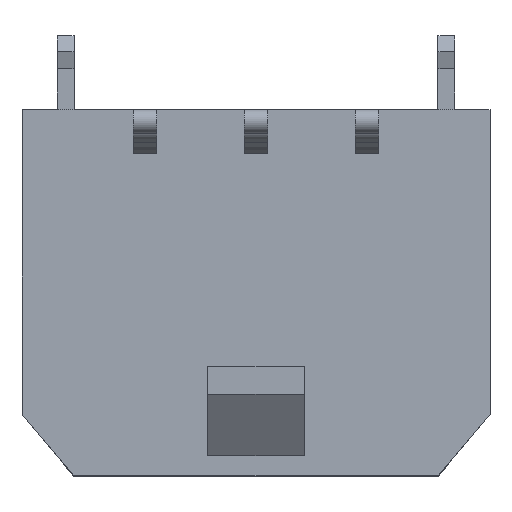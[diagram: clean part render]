
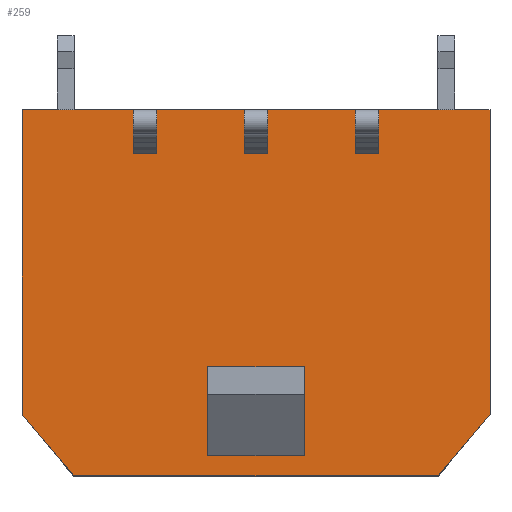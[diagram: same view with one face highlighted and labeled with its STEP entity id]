
A CAD part, top view. The second image highlights one B-rep face of the part: STEP entity #259.
In plain terms, the highlighted planar face has unit normal (0, 0, 1).
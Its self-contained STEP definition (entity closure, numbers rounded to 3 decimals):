
#259=ADVANCED_FACE('',(#557,#558,#559,#560,#561),#418,.T.);
#418=PLANE('',#2921);
#557=FACE_BOUND('',#580,.T.);
#558=FACE_BOUND('',#581,.T.);
#559=FACE_BOUND('',#582,.T.);
#560=FACE_BOUND('',#583,.T.);
#561=FACE_BOUND('',#584,.T.);
#580=EDGE_LOOP('',(#770,#771,#772,#773,#774,#775));
#581=EDGE_LOOP('',(#776,#777,#778,#779));
#582=EDGE_LOOP('',(#780,#781,#782,#783));
#583=EDGE_LOOP('',(#784,#785,#786,#787));
#584=EDGE_LOOP('',(#788,#789,#790,#791));
#770=ORIENTED_EDGE('',*,*,#1832,.F.);
#771=ORIENTED_EDGE('',*,*,#1833,.F.);
#772=ORIENTED_EDGE('',*,*,#1834,.T.);
#773=ORIENTED_EDGE('',*,*,#1835,.T.);
#774=ORIENTED_EDGE('',*,*,#1836,.F.);
#775=ORIENTED_EDGE('',*,*,#1837,.F.);
#776=ORIENTED_EDGE('',*,*,#1838,.T.);
#777=ORIENTED_EDGE('',*,*,#1839,.T.);
#778=ORIENTED_EDGE('',*,*,#1840,.F.);
#779=ORIENTED_EDGE('',*,*,#1841,.F.);
#780=ORIENTED_EDGE('',*,*,#1842,.T.);
#781=ORIENTED_EDGE('',*,*,#1843,.T.);
#782=ORIENTED_EDGE('',*,*,#1844,.T.);
#783=ORIENTED_EDGE('',*,*,#1845,.F.);
#784=ORIENTED_EDGE('',*,*,#1846,.T.);
#785=ORIENTED_EDGE('',*,*,#1847,.T.);
#786=ORIENTED_EDGE('',*,*,#1848,.T.);
#787=ORIENTED_EDGE('',*,*,#1849,.F.);
#788=ORIENTED_EDGE('',*,*,#1850,.T.);
#789=ORIENTED_EDGE('',*,*,#1851,.T.);
#790=ORIENTED_EDGE('',*,*,#1852,.T.);
#791=ORIENTED_EDGE('',*,*,#1853,.F.);
#1572=VERTEX_POINT('',#3939);
#1573=VERTEX_POINT('',#3940);
#1574=VERTEX_POINT('',#3942);
#1575=VERTEX_POINT('',#3944);
#1576=VERTEX_POINT('',#3946);
#1577=VERTEX_POINT('',#3948);
#1578=VERTEX_POINT('',#3951);
#1579=VERTEX_POINT('',#3952);
#1580=VERTEX_POINT('',#3954);
#1581=VERTEX_POINT('',#3956);
#1582=VERTEX_POINT('',#3959);
#1583=VERTEX_POINT('',#3960);
#1584=VERTEX_POINT('',#3962);
#1585=VERTEX_POINT('',#3964);
#1586=VERTEX_POINT('',#3967);
#1587=VERTEX_POINT('',#3968);
#1588=VERTEX_POINT('',#3970);
#1589=VERTEX_POINT('',#3972);
#1590=VERTEX_POINT('',#3975);
#1591=VERTEX_POINT('',#3976);
#1592=VERTEX_POINT('',#3978);
#1593=VERTEX_POINT('',#3980);
#1832=EDGE_CURVE('',#1572,#1573,#2233,.T.);
#1833=EDGE_CURVE('',#1574,#1572,#2234,.T.);
#1834=EDGE_CURVE('',#1574,#1575,#2235,.T.);
#1835=EDGE_CURVE('',#1575,#1576,#2236,.T.);
#1836=EDGE_CURVE('',#1577,#1576,#2237,.T.);
#1837=EDGE_CURVE('',#1573,#1577,#2238,.T.);
#1838=EDGE_CURVE('',#1578,#1579,#2239,.T.);
#1839=EDGE_CURVE('',#1579,#1580,#2240,.T.);
#1840=EDGE_CURVE('',#1581,#1580,#2241,.T.);
#1841=EDGE_CURVE('',#1578,#1581,#2242,.T.);
#1842=EDGE_CURVE('',#1582,#1583,#2243,.T.);
#1843=EDGE_CURVE('',#1583,#1584,#2244,.T.);
#1844=EDGE_CURVE('',#1584,#1585,#2245,.T.);
#1845=EDGE_CURVE('',#1582,#1585,#2246,.T.);
#1846=EDGE_CURVE('',#1586,#1587,#2247,.T.);
#1847=EDGE_CURVE('',#1587,#1588,#2248,.T.);
#1848=EDGE_CURVE('',#1588,#1589,#2249,.T.);
#1849=EDGE_CURVE('',#1586,#1589,#2250,.T.);
#1850=EDGE_CURVE('',#1590,#1591,#2251,.T.);
#1851=EDGE_CURVE('',#1591,#1592,#2252,.T.);
#1852=EDGE_CURVE('',#1592,#1593,#2253,.T.);
#1853=EDGE_CURVE('',#1590,#1593,#2254,.T.);
#2233=LINE('',#3938,#2586);
#2234=LINE('',#3941,#2587);
#2235=LINE('',#3943,#2588);
#2236=LINE('',#3945,#2589);
#2237=LINE('',#3947,#2590);
#2238=LINE('',#3949,#2591);
#2239=LINE('',#3950,#2592);
#2240=LINE('',#3953,#2593);
#2241=LINE('',#3955,#2594);
#2242=LINE('',#3957,#2595);
#2243=LINE('',#3958,#2596);
#2244=LINE('',#3961,#2597);
#2245=LINE('',#3963,#2598);
#2246=LINE('',#3965,#2599);
#2247=LINE('',#3966,#2600);
#2248=LINE('',#3969,#2601);
#2249=LINE('',#3971,#2602);
#2250=LINE('',#3973,#2603);
#2251=LINE('',#3974,#2604);
#2252=LINE('',#3977,#2605);
#2253=LINE('',#3979,#2606);
#2254=LINE('',#3981,#2607);
#2586=VECTOR('',#3151,1.);
#2587=VECTOR('',#3152,1.);
#2588=VECTOR('',#3153,1.);
#2589=VECTOR('',#3154,1.);
#2590=VECTOR('',#3155,1.);
#2591=VECTOR('',#3156,1.);
#2592=VECTOR('',#3157,1.);
#2593=VECTOR('',#3158,1.);
#2594=VECTOR('',#3159,1.);
#2595=VECTOR('',#3160,1.);
#2596=VECTOR('',#3161,1.);
#2597=VECTOR('',#3162,1.);
#2598=VECTOR('',#3163,1.);
#2599=VECTOR('',#3164,1.);
#2600=VECTOR('',#3165,1.);
#2601=VECTOR('',#3166,1.);
#2602=VECTOR('',#3167,1.);
#2603=VECTOR('',#3168,1.);
#2604=VECTOR('',#3169,1.);
#2605=VECTOR('',#3170,1.);
#2606=VECTOR('',#3171,1.);
#2607=VECTOR('',#3172,1.);
#2921=AXIS2_PLACEMENT_3D('',#3982,#3173,#3174);
#3151=DIRECTION('',(-0.643,-0.766,0.));
#3152=DIRECTION('',(0.,-1.,0.));
#3153=DIRECTION('',(-1.,0.,0.));
#3154=DIRECTION('',(0.,-1.,0.));
#3155=DIRECTION('',(-0.643,0.766,0.));
#3156=DIRECTION('',(-1.,0.,0.));
#3157=DIRECTION('',(-1.,0.,0.));
#3158=DIRECTION('',(0.,1.,0.));
#3159=DIRECTION('',(-1.,0.,0.));
#3160=DIRECTION('',(0.,1.,0.));
#3161=DIRECTION('',(1.,0.,0.));
#3162=DIRECTION('',(0.,-1.,0.));
#3163=DIRECTION('',(-1.,0.,0.));
#3164=DIRECTION('',(0.,-1.,0.));
#3165=DIRECTION('',(1.,0.,0.));
#3166=DIRECTION('',(0.,-1.,0.));
#3167=DIRECTION('',(-1.,0.,0.));
#3168=DIRECTION('',(0.,-1.,0.));
#3169=DIRECTION('',(1.,0.,0.));
#3170=DIRECTION('',(0.,-1.,0.));
#3171=DIRECTION('',(-1.,0.,0.));
#3172=DIRECTION('',(0.,-1.,0.));
#3173=DIRECTION('',(0.,0.,1.));
#3174=DIRECTION('',(1.,0.,0.));
#3938=CARTESIAN_POINT('',(6.325,1.668,3.86));
#3939=CARTESIAN_POINT('',(6.325,1.668,3.86));
#3940=CARTESIAN_POINT('',(4.925,0.,3.86));
#3941=CARTESIAN_POINT('',(6.325,9.9,3.86));
#3942=CARTESIAN_POINT('',(6.325,9.9,3.86));
#3943=CARTESIAN_POINT('',(6.325,9.9,3.86));
#3944=CARTESIAN_POINT('',(-6.325,9.9,3.86));
#3945=CARTESIAN_POINT('',(-6.325,9.9,3.86));
#3946=CARTESIAN_POINT('',(-6.325,1.668,3.86));
#3947=CARTESIAN_POINT('',(-4.925,0.,3.86));
#3948=CARTESIAN_POINT('',(-4.925,0.,3.86));
#3949=CARTESIAN_POINT('',(6.325,0.,3.86));
#3950=CARTESIAN_POINT('',(1.3,0.54,3.86));
#3951=CARTESIAN_POINT('',(1.3,0.54,3.86));
#3952=CARTESIAN_POINT('',(-1.3,0.54,3.86));
#3953=CARTESIAN_POINT('',(-1.3,0.54,3.86));
#3954=CARTESIAN_POINT('',(-1.3,2.95,3.86));
#3955=CARTESIAN_POINT('',(1.3,2.95,3.86));
#3956=CARTESIAN_POINT('',(1.3,2.95,3.86));
#3957=CARTESIAN_POINT('',(1.3,0.54,3.86));
#3958=CARTESIAN_POINT('',(3.32,9.537,3.86));
#3959=CARTESIAN_POINT('',(2.68,9.537,3.86));
#3960=CARTESIAN_POINT('',(3.32,9.537,3.86));
#3961=CARTESIAN_POINT('',(3.32,9.9,3.86));
#3962=CARTESIAN_POINT('',(3.32,8.723,3.86));
#3963=CARTESIAN_POINT('',(3.32,8.723,3.86));
#3964=CARTESIAN_POINT('',(2.68,8.723,3.86));
#3965=CARTESIAN_POINT('',(2.68,9.9,3.86));
#3966=CARTESIAN_POINT('',(0.32,9.537,3.86));
#3967=CARTESIAN_POINT('',(-0.32,9.537,3.86));
#3968=CARTESIAN_POINT('',(0.32,9.537,3.86));
#3969=CARTESIAN_POINT('',(0.32,9.9,3.86));
#3970=CARTESIAN_POINT('',(0.32,8.723,3.86));
#3971=CARTESIAN_POINT('',(0.32,8.723,3.86));
#3972=CARTESIAN_POINT('',(-0.32,8.723,3.86));
#3973=CARTESIAN_POINT('',(-0.32,9.9,3.86));
#3974=CARTESIAN_POINT('',(-2.68,9.537,3.86));
#3975=CARTESIAN_POINT('',(-3.32,9.537,3.86));
#3976=CARTESIAN_POINT('',(-2.68,9.537,3.86));
#3977=CARTESIAN_POINT('',(-2.68,9.9,3.86));
#3978=CARTESIAN_POINT('',(-2.68,8.723,3.86));
#3979=CARTESIAN_POINT('',(-2.68,8.723,3.86));
#3980=CARTESIAN_POINT('',(-3.32,8.723,3.86));
#3981=CARTESIAN_POINT('',(-3.32,9.9,3.86));
#3982=CARTESIAN_POINT('',(6.325,9.9,3.86));
